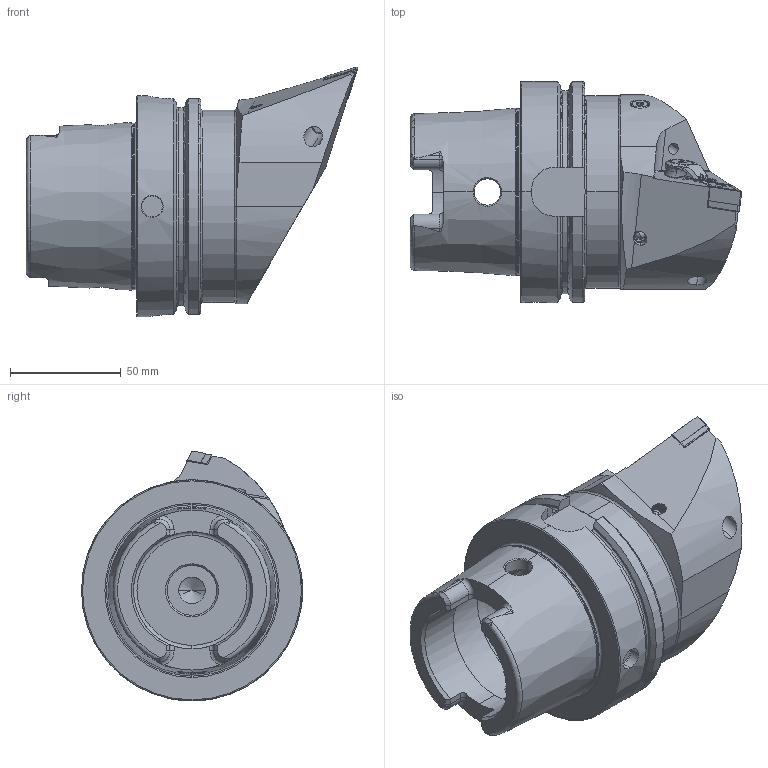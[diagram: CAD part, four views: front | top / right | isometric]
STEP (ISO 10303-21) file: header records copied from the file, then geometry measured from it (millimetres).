
FILE_DESCRIPTION (( 'STEP AP203' ), '1' );
FILE_NAME ('HA0.PCD.LHA.100-HP.STEP', '2024-08-09T14:03:26', ( '' ), ( '' ), 'SwSTEP 2.0', 'SolidWorks 2022', '' );
FILE_SCHEMA (( 'CONFIG_CONTROL_DESIGN' ));
Length unit declared in the file: millimetre
Products named in the file (15): ISO 8752 2x8; CHP-ER1.008.014_A; HA0-PDF.LHA.100-HP_B_Fertigbearbeitung; WDF-ER2.101.003_A; CHP-PCX.000.022_B; WCD-ER1.101.000; DNMG150604; KVT_MB_600_060; DIN 7991 - M5x18; DIN 3771 - 6.5x1.5; HA0.PCD.LHA.100-HP; CHP-PCX.000.022_Düse; WCD-ER4.101.017_A; DIN 3771 - 13x1; WDF-ER3.101.000_A
Assembly tree (14 placements, depth 3):
  HA0.PCD.LHA.100-HP
    HA0-PDF.LHA.100-HP_B_Fertigbearbeitung
    KVT_MB_600_060
    WDF-ER2.101.003_A
    WCD-ER4.101.017_A
    WDF-ER3.101.000_A
    WCD-ER1.101.000
    CHP-PCX.000.022_Düse
      CHP-PCX.000.022_B
      DIN 3771 - 13x1
      DIN 3771 - 6.5x1.5
      DIN 7991 - M5x18
    CHP-ER1.008.014_A
    ISO 8752 2x8
    DNMG150604
Bounding box: 149.9 x 100 x 113 mm (x, y, z)
Volume: 524700 mm3; surface area: 74275.4 mm2
Topology: 14 solids, 14 shells, 617 faces, 1543 edges, 934 vertices
Faces by surface type: cylinder 177, plane 168, cone 142, torus 74, bspline 54, sphere 2
Entity records: 24283 total; most frequent: CARTESIAN_POINT 8724, ORIENTED_EDGE 3032, DIRECTION 2818, EDGE_CURVE 1516, AXIS2_PLACEMENT_3D 1116, VERTEX_POINT 931, EDGE_LOOP 649, ADVANCED_FACE 617
